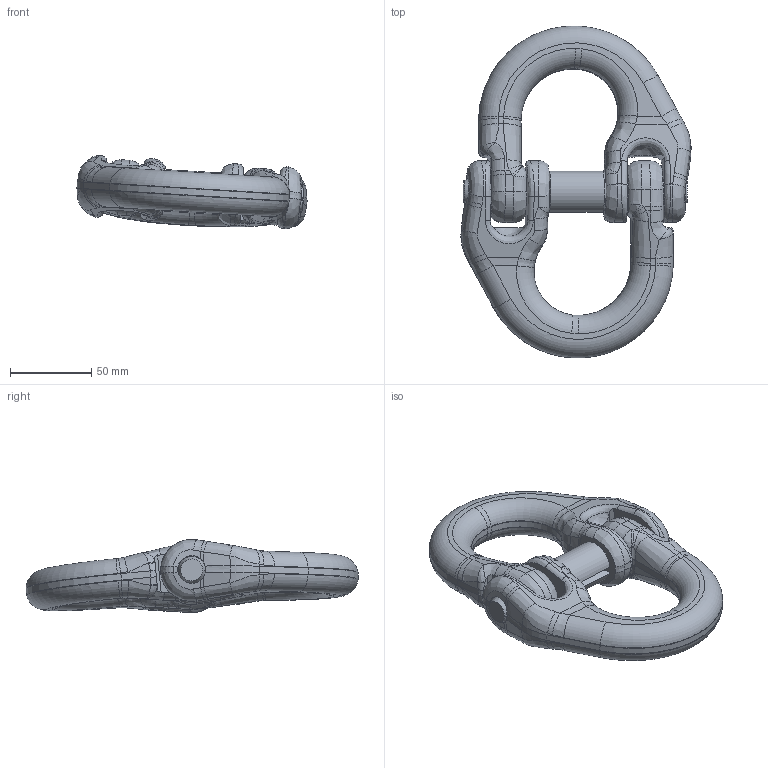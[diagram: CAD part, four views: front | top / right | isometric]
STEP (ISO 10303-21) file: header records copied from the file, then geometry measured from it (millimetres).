
FILE_DESCRIPTION(('CATIA V5 STEP Exchange'),'2;1');
FILE_NAME('8-015-22.stp','2017-05-22T03:14:24+00:00',('none'),('none'),'CATIA Version 5 Release 21 GA (IN-10)','CATIA V5 STEP AP203','none');
FILE_SCHEMA(('CONFIG_CONTROL_DESIGN'));
Length unit declared in the file: millimetre
Products named in the file (1): 8-015-22
Assembly tree (4 placements, depth 2):
  8-015-22
    #58  x2
    #13577
    #13882
Bounding box: 141.24 x 203.73 x 44.93 mm (x, y, z)
Volume: 366639.6 mm3; surface area: 72263.9 mm2
Topology: 4 solids, 4 shells, 398 faces, 1006 edges, 606 vertices
Faces by surface type: bspline 156, cylinder 100, plane 66, cone 44, torus 16, extrusion 12, sphere 4
Entity records: 14245 total; most frequent: CARTESIAN_POINT 10066, ORIENTED_EDGE 1052, EDGE_CURVE 526, DIRECTION 463, B_SPLINE_CURVE_WITH_KNOTS 320, VERTEX_POINT 319, EDGE_LOOP 217, ADVANCED_FACE 212
